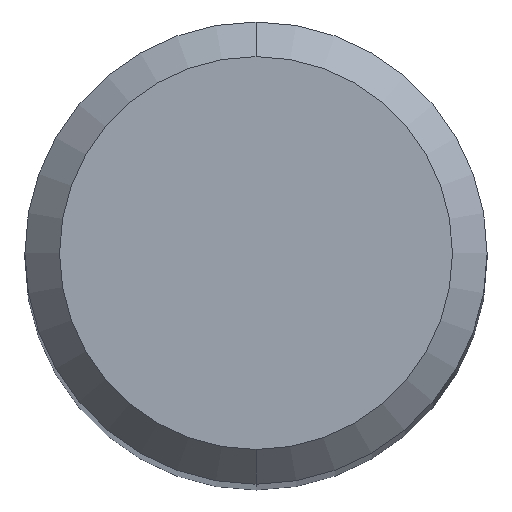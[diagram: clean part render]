
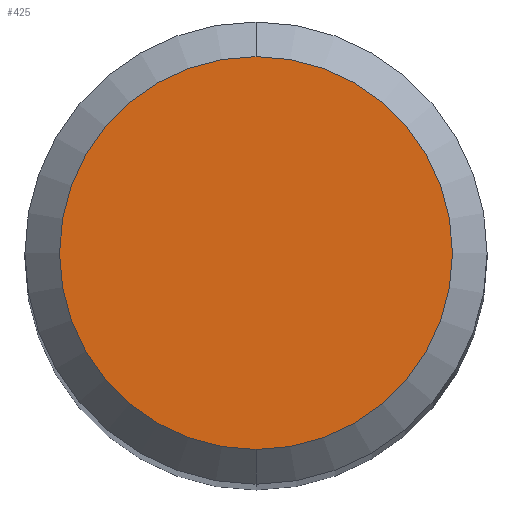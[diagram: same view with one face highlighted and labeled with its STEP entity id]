
A CAD part, top view. The second image highlights one B-rep face of the part: STEP entity #425.
In plain terms, the highlighted planar face has unit normal (0, 0, 1).
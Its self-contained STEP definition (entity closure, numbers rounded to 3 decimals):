
#245=VERTEX_POINT('',#560);
#247=EDGE_CURVE('',#413,#245,#562,.T.);
#335=EDGE_CURVE('',#245,#413,#657,.T.);
#413=VERTEX_POINT('',#742);
#425=ADVANCED_FACE('',(#755),#756,.T.);
#560=CARTESIAN_POINT('',(0.0,1.7,0.0));
#562=CIRCLE('',#989,1.7);
#657=CIRCLE('',#1193,1.7);
#742=CARTESIAN_POINT('',(0.,-1.7,0.0));
#755=FACE_OUTER_BOUND('',#1341,.T.);
#756=PLANE('',#1342);
#989=AXIS2_PLACEMENT_3D('',#1540,#1541,#1542);
#1193=AXIS2_PLACEMENT_3D('',#1623,#1624,#1625);
#1341=EDGE_LOOP('',(#1744,#1745));
#1342=AXIS2_PLACEMENT_3D('',#1746,#1747,#1748);
#1540=CARTESIAN_POINT('',(0.0,0.0,0.0));
#1541=DIRECTION('',(0.0,0.0,-1.0));
#1542=DIRECTION('',(0.0,1.0,0.0));
#1623=CARTESIAN_POINT('',(0.0,0.0,0.0));
#1624=DIRECTION('',(0.0,0.0,-1.0));
#1625=DIRECTION('',(0.0,1.0,0.0));
#1744=ORIENTED_EDGE('',*,*,#335,.F.);
#1745=ORIENTED_EDGE('',*,*,#247,.F.);
#1746=CARTESIAN_POINT('',(0.0,0.85,0.0));
#1747=DIRECTION('',(-0.0,0.0,1.0));
#1748=DIRECTION('',(0.0,-1.0,0.0));
